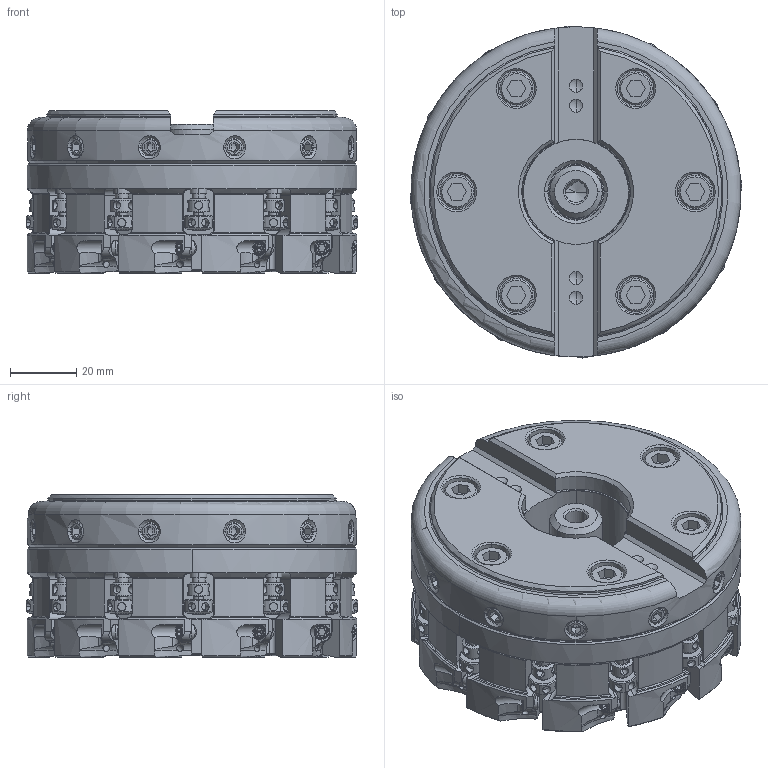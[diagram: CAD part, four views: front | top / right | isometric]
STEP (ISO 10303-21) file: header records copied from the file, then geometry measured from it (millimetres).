
FILE_DESCRIPTION(/* description */ (''),/* implementation_level */ '2;1');
FILE_NAME(/* name */ 'FMAXUR0412D.stp',/* time_stamp */ '2021-09-08T11:39:41+09:00',/* author */ (''),/* organization */ (''),/* preprocessor_version */ 'ST-DEVELOPER v16',/* originating_system */ 'SIEMENS PLM Software NX 10.0',/* authorisation */ '');
FILE_SCHEMA (('AUTOMOTIVE_DESIGN { 1 0 10303 214 3 1 1 1 }'));
Products named in the file (1): FMAXUR0412D_ASM
Bounding box: 100.2 x 100.2 x 49 mm (x, y, z)
Volume: 304385.2 mm3; surface area: 91560.4 mm2
Topology: 57 solids, 57 shells, 2463 faces, 6201 edges, 4063 vertices
Faces by surface type: cylinder 1034, plane 671, cone 516, torus 186, sphere 32, bspline 24
Entity records: 94266 total; most frequent: CARTESIAN_POINT 32978, DIRECTION 12899, ORIENTED_EDGE 12194, EDGE_CURVE 6097, AXIS2_PLACEMENT_3D 5267, VERTEX_POINT 3859, EDGE_LOOP 2766, CIRCLE 2591
